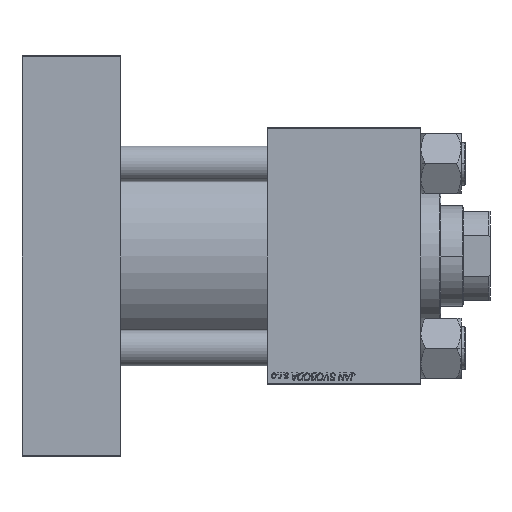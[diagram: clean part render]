
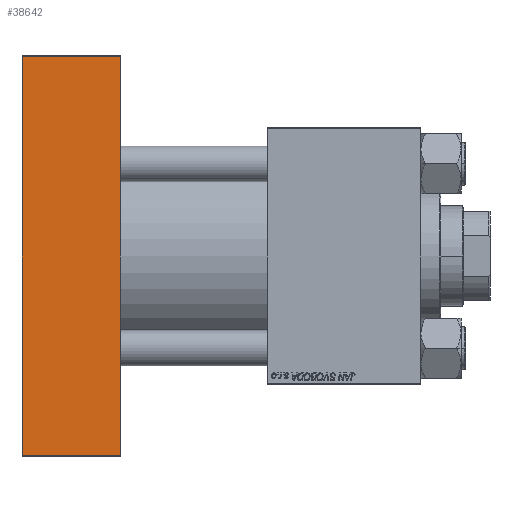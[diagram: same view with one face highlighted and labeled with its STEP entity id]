
A CAD part, front view. The second image highlights one B-rep face of the part: STEP entity #38642.
In plain terms, the highlighted planar face has unit normal (0, -1, 0).
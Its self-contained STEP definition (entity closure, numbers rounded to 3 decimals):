
#892 = VERTEX_POINT ( 'NONE', #17427 ) ;
#1577 = CARTESIAN_POINT ( 'NONE',  ( 0., -57.5, -89.5 ) ) ;
#6264 = DIRECTION ( 'NONE',  ( 0., 0., 1. ) ) ;
#6519 = PLANE ( 'NONE',  #24671 ) ;
#7414 = DIRECTION ( 'NONE',  ( 1., 0., 0. ) ) ;
#8437 = CARTESIAN_POINT ( 'NONE',  ( 44., -57.5, -89.5 ) ) ;
#9580 = DIRECTION ( 'NONE',  ( 0., 0., -1. ) ) ;
#9938 = EDGE_CURVE ( 'NONE', #892, #18415, #21917, .T. ) ;
#10565 = ORIENTED_EDGE ( 'NONE', *, *, #21390, .T. ) ;
#10839 = ORIENTED_EDGE ( 'NONE', *, *, #23711, .T. ) ;
#12129 = VECTOR ( 'NONE', #31966, 1000. ) ;
#13513 = EDGE_CURVE ( 'NONE', #892, #38142, #28637, .T. ) ;
#13934 = CARTESIAN_POINT ( 'NONE',  ( 44., -57.5, 90. ) ) ;
#14526 = EDGE_LOOP ( 'NONE', ( #10565, #10839, #22238, #30030 ) ) ;
#17427 = CARTESIAN_POINT ( 'NONE',  ( 44., -57.5, 89.5 ) ) ;
#18415 = VERTEX_POINT ( 'NONE', #24409 ) ;
#19142 = LINE ( 'NONE', #8437, #23514 ) ;
#21390 = EDGE_CURVE ( 'NONE', #38142, #45374, #33294, .T. ) ;
#21808 = CARTESIAN_POINT ( 'NONE',  ( 0., -57.5, 90. ) ) ;
#21917 = LINE ( 'NONE', #29330, #43816 ) ;
#22238 = ORIENTED_EDGE ( 'NONE', *, *, #9938, .F. ) ;
#23514 = VECTOR ( 'NONE', #7414, 1000. ) ;
#23711 = EDGE_CURVE ( 'NONE', #45374, #18415, #19142, .T. ) ;
#24409 = CARTESIAN_POINT ( 'NONE',  ( 44., -57.5, -89.5 ) ) ;
#24671 = AXIS2_PLACEMENT_3D ( 'NONE', #13934, #25907, #6264 ) ;
#25650 = FACE_OUTER_BOUND ( 'NONE', #14526, .T. ) ;
#25907 = DIRECTION ( 'NONE',  ( 0., 1., 0. ) ) ;
#28637 = LINE ( 'NONE', #43435, #12129 ) ;
#29330 = CARTESIAN_POINT ( 'NONE',  ( 44., -57.5, 90. ) ) ;
#30030 = ORIENTED_EDGE ( 'NONE', *, *, #13513, .T. ) ;
#31966 = DIRECTION ( 'NONE',  ( -1., 0., 0. ) ) ;
#33294 = LINE ( 'NONE', #21808, #39995 ) ;
#33922 = CARTESIAN_POINT ( 'NONE',  ( 0., -57.5, 89.5 ) ) ;
#38142 = VERTEX_POINT ( 'NONE', #33922 ) ;
#38642 = ADVANCED_FACE ( 'NONE', ( #25650 ), #6519, .F. ) ;
#39995 = VECTOR ( 'NONE', #9580, 1000. ) ;
#43435 = CARTESIAN_POINT ( 'NONE',  ( 44., -57.5, 89.5 ) ) ;
#43816 = VECTOR ( 'NONE', #44877, 1000. ) ;
#44877 = DIRECTION ( 'NONE',  ( 0., 0., -1. ) ) ;
#45374 = VERTEX_POINT ( 'NONE', #1577 ) ;
